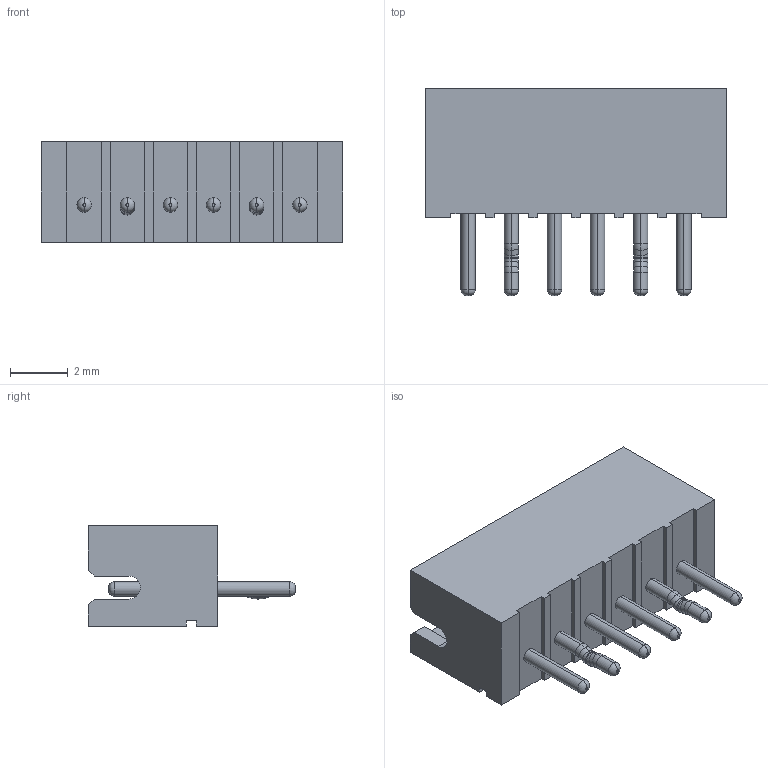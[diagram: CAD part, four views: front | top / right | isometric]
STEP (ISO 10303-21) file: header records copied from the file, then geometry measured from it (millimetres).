
FILE_DESCRIPTION (( 'STEP AP214' ), '1' );
FILE_NAME ('B6B-ZR.STEP', '2023-11-03T19:02:47', ( '' ), ( '' ), 'SwSTEP 2.0', 'SolidWorks 2021', '' );
FILE_SCHEMA (( 'AUTOMOTIVE_DESIGN' ));
Length unit declared in the file: millimetre
Products named in the file (4): B6B-ZR; pin_straight; BxB-ZR_6; pin_Bent
Assembly tree (7 placements, depth 2):
  B6B-ZR
    BxB-ZR_6
    pin_straight  x4
    pin_Bent  x2
Bounding box: 10.5 x 7.2 x 3.5 mm (x, y, z)
Volume: 82.2 mm3; surface area: 357.2 mm2
Topology: 7 solids, 7 shells, 150 faces, 358 edges, 220 vertices
Faces by surface type: plane 68, cylinder 42, torus 40
Entity records: 3356 total; most frequent: DIRECTION 570, CARTESIAN_POINT 554, ORIENTED_EDGE 540, EDGE_CURVE 270, LINE 194, VECTOR 194, AXIS2_PLACEMENT_3D 188, VERTEX_POINT 172
